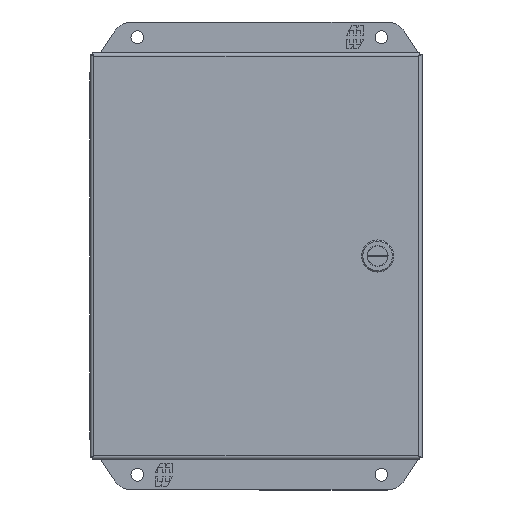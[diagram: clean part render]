
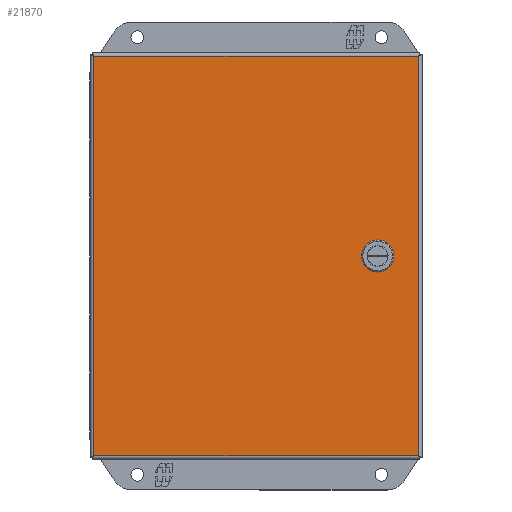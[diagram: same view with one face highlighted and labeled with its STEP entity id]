
A CAD part, front view. The second image highlights one B-rep face of the part: STEP entity #21870.
In plain terms, the highlighted planar face has unit normal (0, -1, 0).
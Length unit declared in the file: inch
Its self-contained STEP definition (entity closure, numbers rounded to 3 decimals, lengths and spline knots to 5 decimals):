
#68 = EDGE_CURVE ( 'NONE', #19736, #20768, #8257, .T. ) ;
#476 = LINE ( 'NONE', #18759, #1944 ) ;
#514 = ORIENTED_EDGE ( 'NONE', *, *, #3328, .F. ) ;
#763 = PLANE ( 'NONE',  #19291 ) ;
#836 = LINE ( 'NONE', #23085, #2064 ) ;
#974 = VERTEX_POINT ( 'NONE', #2030 ) ;
#1436 = DIRECTION ( 'NONE',  ( 1., 0., 0. ) ) ;
#1823 = CARTESIAN_POINT ( 'NONE',  ( 3.23768, -4.61133, 0.07559 ) ) ;
#1944 = VECTOR ( 'NONE', #2166, 39.37008 ) ;
#2003 = DIRECTION ( 'NONE',  ( 1., 0., 0. ) ) ;
#2030 = CARTESIAN_POINT ( 'NONE',  ( 3.91268, -4.61133, -4.914 ) ) ;
#2064 = VECTOR ( 'NONE', #6381, 39.37008 ) ;
#2166 = DIRECTION ( 'NONE',  ( -1., 0., 0. ) ) ;
#2244 = EDGE_LOOP ( 'NONE', ( #2481, #16360, #17256, #6473, #12070, #21051, #514, #23599 ) ) ;
#2345 = FACE_OUTER_BOUND ( 'NONE', #17524, .T. ) ;
#2481 = ORIENTED_EDGE ( 'NONE', *, *, #14914, .F. ) ;
#3274 = DIRECTION ( 'NONE',  ( -0.707, 0., 0.707 ) ) ;
#3328 = EDGE_CURVE ( 'NONE', #20048, #15295, #836, .T. ) ;
#3658 = VECTOR ( 'NONE', #11473, 39.37008 ) ;
#3810 = DIRECTION ( 'NONE',  ( -0.707, 0., -0.707 ) ) ;
#3823 = CARTESIAN_POINT ( 'NONE',  ( 2.83109, -4.61133, -0.331 ) ) ;
#3888 = VECTOR ( 'NONE', #3274, 39.37008 ) ;
#3891 = LINE ( 'NONE', #18806, #3658 ) ;
#3971 = VERTEX_POINT ( 'NONE', #5867 ) ;
#4285 = DIRECTION ( 'NONE',  ( 0., 0., -1. ) ) ;
#5319 = CARTESIAN_POINT ( 'NONE',  ( 2.98226, -4.61133, 0.331 ) ) ;
#5432 = CARTESIAN_POINT ( 'NONE',  ( 2.98226, -4.61133, -0.331 ) ) ;
#5489 = CARTESIAN_POINT ( 'NONE',  ( -4.07332, -4.61133, -4.914 ) ) ;
#5502 = CARTESIAN_POINT ( 'NONE',  ( 2.57568, -4.61133, 0.07559 ) ) ;
#5829 = CARTESIAN_POINT ( 'NONE',  ( -4.07332, -4.61133, -4.914 ) ) ;
#5867 = CARTESIAN_POINT ( 'NONE',  ( 3.91268, -4.61133, 4.914 ) ) ;
#6381 = DIRECTION ( 'NONE',  ( 0., 0., 1. ) ) ;
#6473 = ORIENTED_EDGE ( 'NONE', *, *, #14935, .F. ) ;
#6591 = CARTESIAN_POINT ( 'NONE',  ( 2.83109, -4.61133, -0.331 ) ) ;
#6712 = DIRECTION ( 'NONE',  ( -1., 0., 0. ) ) ;
#6743 = VERTEX_POINT ( 'NONE', #5489 ) ;
#6770 = ORIENTED_EDGE ( 'NONE', *, *, #10529, .T. ) ;
#6772 = LINE ( 'NONE', #5319, #3888 ) ;
#6882 = VERTEX_POINT ( 'NONE', #8952 ) ;
#7514 = VECTOR ( 'NONE', #11707, 39.37008 ) ;
#7597 = ORIENTED_EDGE ( 'NONE', *, *, #14376, .T. ) ;
#8146 = VECTOR ( 'NONE', #6712, 39.37008 ) ;
#8163 = CARTESIAN_POINT ( 'NONE',  ( -4.07332, -4.61133, 4.914 ) ) ;
#8257 = LINE ( 'NONE', #15247, #20902 ) ;
#8795 = EDGE_CURVE ( 'NONE', #23476, #20048, #22318, .T. ) ;
#8952 = CARTESIAN_POINT ( 'NONE',  ( 2.83109, -4.61133, 0.331 ) ) ;
#9200 = CARTESIAN_POINT ( 'NONE',  ( 3.23768, -4.61133, -0.07559 ) ) ;
#10047 = VECTOR ( 'NONE', #1436, 39.37008 ) ;
#10178 = EDGE_CURVE ( 'NONE', #20768, #12225, #18128, .T. ) ;
#10528 = EDGE_CURVE ( 'NONE', #15762, #6743, #20617, .T. ) ;
#10529 = EDGE_CURVE ( 'NONE', #974, #3971, #3891, .T. ) ;
#10915 = CARTESIAN_POINT ( 'NONE',  ( 2.98226, -4.61133, -0.331 ) ) ;
#11473 = DIRECTION ( 'NONE',  ( 0., 0., 1. ) ) ;
#11707 = DIRECTION ( 'NONE',  ( 0., 0., -1. ) ) ;
#11837 = DIRECTION ( 'NONE',  ( 0., -1., 0. ) ) ;
#12070 = ORIENTED_EDGE ( 'NONE', *, *, #14798, .F. ) ;
#12203 = VERTEX_POINT ( 'NONE', #15726 ) ;
#12225 = VERTEX_POINT ( 'NONE', #6591 ) ;
#12480 = LINE ( 'NONE', #15854, #8146 ) ;
#13192 = EDGE_CURVE ( 'NONE', #3971, #15762, #476, .T. ) ;
#13529 = CARTESIAN_POINT ( 'NONE',  ( -4.07332, -4.61133, -4.914 ) ) ;
#14007 = EDGE_CURVE ( 'NONE', #15295, #12203, #6772, .T. ) ;
#14376 = EDGE_CURVE ( 'NONE', #6743, #974, #17665, .T. ) ;
#14744 = DIRECTION ( 'NONE',  ( 0.707, 0., 0.707 ) ) ;
#14764 = LINE ( 'NONE', #10915, #23510 ) ;
#14798 = EDGE_CURVE ( 'NONE', #12203, #6882, #12480, .T. ) ;
#14899 = DIRECTION ( 'NONE',  ( 0.707, 0., -0.707 ) ) ;
#14914 = EDGE_CURVE ( 'NONE', #12225, #23476, #14764, .T. ) ;
#14935 = EDGE_CURVE ( 'NONE', #6882, #19736, #20289, .T. ) ;
#15247 = CARTESIAN_POINT ( 'NONE',  ( 2.57568, -4.61133, -0.07559 ) ) ;
#15295 = VERTEX_POINT ( 'NONE', #1823 ) ;
#15392 = CARTESIAN_POINT ( 'NONE',  ( 3.23768, -4.61133, -0.07559 ) ) ;
#15455 = FACE_BOUND ( 'NONE', #2244, .T. ) ;
#15726 = CARTESIAN_POINT ( 'NONE',  ( 2.98226, -4.61133, 0.331 ) ) ;
#15762 = VERTEX_POINT ( 'NONE', #8163 ) ;
#15854 = CARTESIAN_POINT ( 'NONE',  ( 2.83109, -4.61133, 0.331 ) ) ;
#16360 = ORIENTED_EDGE ( 'NONE', *, *, #10178, .F. ) ;
#17256 = ORIENTED_EDGE ( 'NONE', *, *, #68, .F. ) ;
#17362 = DIRECTION ( 'NONE',  ( 0., 0., -1. ) ) ;
#17524 = EDGE_LOOP ( 'NONE', ( #6770, #21058, #22196, #7597 ) ) ;
#17665 = LINE ( 'NONE', #21163, #10047 ) ;
#18128 = LINE ( 'NONE', #3823, #22481 ) ;
#18759 = CARTESIAN_POINT ( 'NONE',  ( -4.07332, -4.61133, 4.914 ) ) ;
#18806 = CARTESIAN_POINT ( 'NONE',  ( 3.91268, -4.61133, -4.914 ) ) ;
#19291 = AXIS2_PLACEMENT_3D ( 'NONE', #13529, #11837, #17362 ) ;
#19673 = CARTESIAN_POINT ( 'NONE',  ( 2.57568, -4.61133, -0.07559 ) ) ;
#19736 = VERTEX_POINT ( 'NONE', #21304 ) ;
#19848 = VECTOR ( 'NONE', #14744, 39.37008 ) ;
#20048 = VERTEX_POINT ( 'NONE', #15392 ) ;
#20056 = VECTOR ( 'NONE', #3810, 39.37008 ) ;
#20289 = LINE ( 'NONE', #5502, #20056 ) ;
#20617 = LINE ( 'NONE', #5829, #7514 ) ;
#20768 = VERTEX_POINT ( 'NONE', #19673 ) ;
#20902 = VECTOR ( 'NONE', #4285, 39.37008 ) ;
#21051 = ORIENTED_EDGE ( 'NONE', *, *, #14007, .F. ) ;
#21058 = ORIENTED_EDGE ( 'NONE', *, *, #13192, .T. ) ;
#21163 = CARTESIAN_POINT ( 'NONE',  ( -4.07332, -4.61133, -4.914 ) ) ;
#21304 = CARTESIAN_POINT ( 'NONE',  ( 2.57568, -4.61133, 0.07559 ) ) ;
#21870 = ADVANCED_FACE ( 'NONE', ( #15455, #2345 ), #763, .T. ) ;
#22196 = ORIENTED_EDGE ( 'NONE', *, *, #10528, .T. ) ;
#22318 = LINE ( 'NONE', #9200, #19848 ) ;
#22481 = VECTOR ( 'NONE', #14899, 39.37008 ) ;
#23085 = CARTESIAN_POINT ( 'NONE',  ( 3.23768, -4.61133, 0.07559 ) ) ;
#23476 = VERTEX_POINT ( 'NONE', #5432 ) ;
#23510 = VECTOR ( 'NONE', #2003, 39.37008 ) ;
#23599 = ORIENTED_EDGE ( 'NONE', *, *, #8795, .F. ) ;
